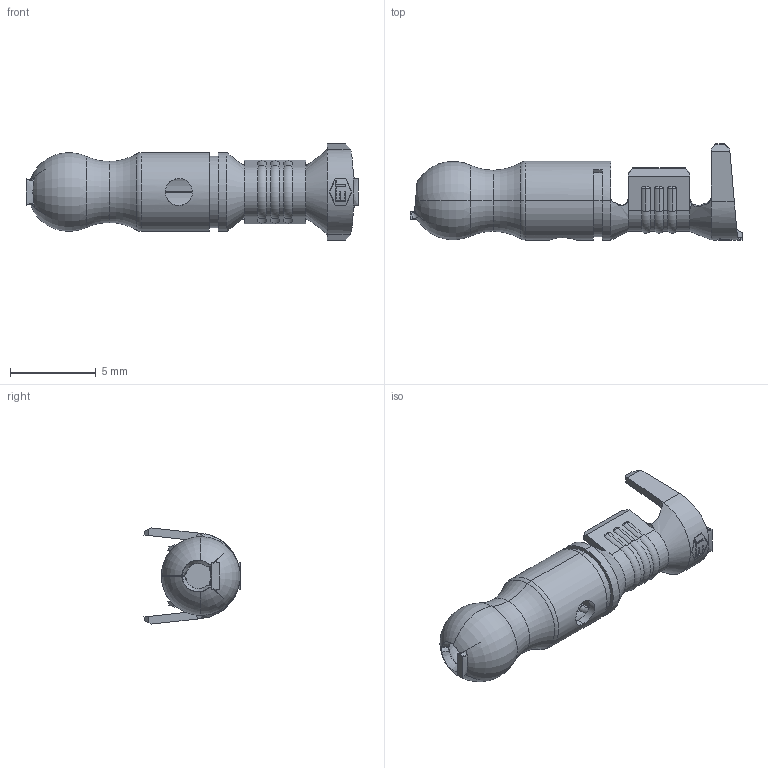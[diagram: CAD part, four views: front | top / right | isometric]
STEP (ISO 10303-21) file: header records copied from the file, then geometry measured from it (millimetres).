
FILE_DESCRIPTION (( 'STEP AP203' ), '1' );
FILE_NAME ('09245.STEP', '2015-01-30T20:05:07', ( '' ), ( '' ), 'SwSTEP 2.0', 'SolidWorks 2014', '' );
FILE_SCHEMA (( 'CONFIG_CONTROL_DESIGN' ));
Length unit declared in the file: inch
Products named in the file (1): 09245
Bounding box: 19.3 x 5.59 x 5.59 mm (x, y, z)
Volume: 92.7 mm3; surface area: 468.6 mm2
Topology: 1 solids, 1 shells, 245 faces, 648 edges, 409 vertices
Faces by surface type: plane 115, torus 42, cylinder 41, bspline 37, cone 10
Entity records: 8359 total; most frequent: CARTESIAN_POINT 2601, ORIENTED_EDGE 1296, DIRECTION 1046, EDGE_CURVE 648, VERTEX_POINT 409, AXIS2_PLACEMENT_3D 364, VECTOR 318, LINE 318
